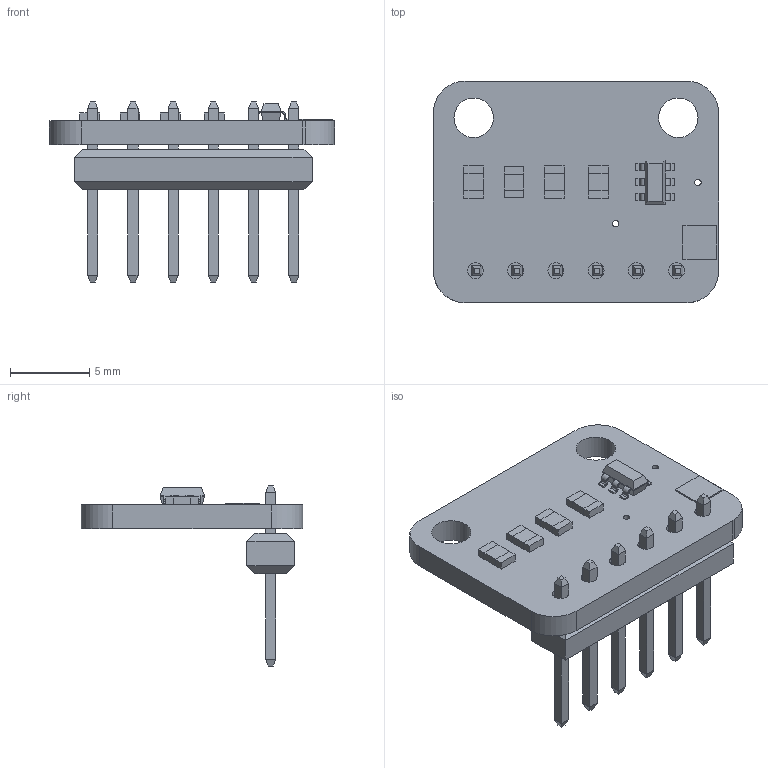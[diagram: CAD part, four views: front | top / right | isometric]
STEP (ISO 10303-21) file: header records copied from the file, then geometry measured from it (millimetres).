
FILE_DESCRIPTION(('FreeCAD Model'),'2;1');
FILE_NAME('Open CASCADE Shape Model','2021-09-28T14:42:38',( 'kicad StepUp'),('ksu MCAD'),'Open CASCADE STEP processor 7.5', 'FreeCAD','Unknown');
FILE_SCHEMA(('AUTOMOTIVE_DESIGN { 1 0 10303 214 1 1 1 1 }'));
Length unit declared in the file: metre
Products named in the file (1): adafruit_mcp4725-3D
Bounding box: 18 x 14 x 11.38 mm (x, y, z)
Volume: 485.9 mm3; surface area: 931.4 mm2
Topology: 1 solids, 1 shells, 307 faces, 861 edges, 546 vertices
Faces by surface type: plane 257, cylinder 50
Full cylindrical faces by diameter (mm): 0.4 x2, 2.5 x2
Entity records: 9793 total; most frequent: ORIENTED_EDGE 1722, CARTESIAN_POINT 1715, DIRECTION 1577, EDGE_CURVE 861, LINE 761, VECTOR 761, VERTEX_POINT 546, AXIS2_PLACEMENT_3D 408
